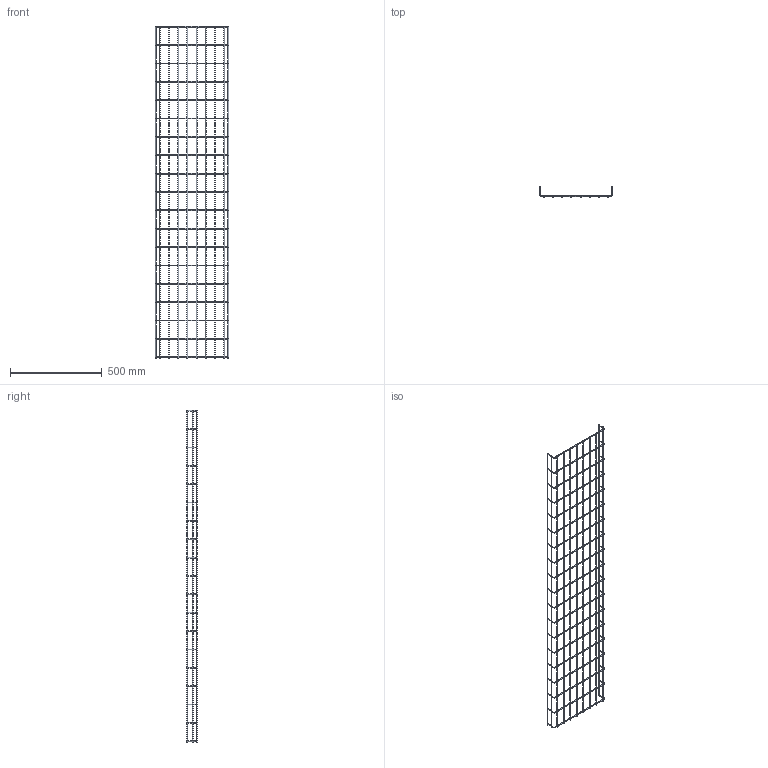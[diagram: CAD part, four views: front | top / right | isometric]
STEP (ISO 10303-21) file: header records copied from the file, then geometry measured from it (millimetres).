
FILE_DESCRIPTION (( 'STEP AP214' ), '1' );
FILE_NAME ('6005419.stp', '2018-12-15T08:06:32', ( '' ), ( '' ), 'SwSTEP 2.0', 'SolidWorks 2018', '' );
FILE_SCHEMA (( 'AUTOMOTIVE_DESIGN' ));
Length unit declared in the file: millimetre
Products named in the file (1): 6005419
Bounding box: 400 x 58 x 1807.9 mm (x, y, z)
Volume: 535325.6 mm3; surface area: 452404.8 mm2
Topology: 1 solids, 1 shells, 276 faces, 1250 edges, 808 vertices
Faces by surface type: cylinder 138, torus 76, plane 62
Entity records: 25736 total; most frequent: CARTESIAN_POINT 15787, ORIENTED_EDGE 2500, DIRECTION 1624, EDGE_CURVE 1250, VERTEX_POINT 808, AXIS2_PLACEMENT_3D 629, EDGE_LOOP 504, B_SPLINE_CURVE_WITH_KNOTS 456
